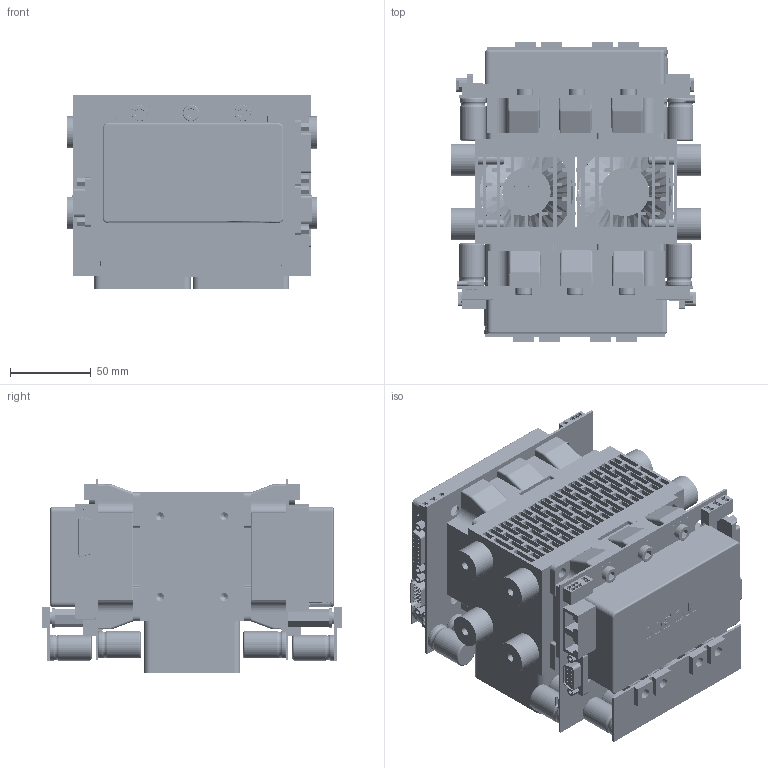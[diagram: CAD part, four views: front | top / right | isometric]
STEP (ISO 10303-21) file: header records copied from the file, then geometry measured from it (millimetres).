
FILE_DESCRIPTION(('FreeCAD Model'),'2;1');
FILE_NAME('MC300_LA29_Vent.step','2020-01-04T14:25:59',('Author'),(''), 'Open CASCADE STEP processor 7.3','FreeCAD','Unknown');
FILE_SCHEMA(('AUTOMOTIVE_DESIGN { 1 0 10303 214 1 1 1 1 }'));
Products named in the file (13): MC300_CAP_Assembly_002; SchwinggummiM6_004; MC300_CAP_Assembly_001; SchwinggummiM6_001; SchwinggummiM6_002; SchwinggummiM6_003; LA29_Assembly_001; Luefter60mm_002; Luefter60mm_001; SchwinggummiM6_006; SchwinggummiM6_007; SchwinggummiM6_008; SchwinggummiM6_005
Bounding box: 155 x 186.74 x 120.05 mm (x, y, z)
Volume: 512151.5 mm3; surface area: 710950.5 mm2
Topology: 19 solids, 121 shells, 3857 faces, 9598 edges, 6176 vertices
Faces by surface type: plane 1914, cylinder 1175, torus 272, bspline 240, extrusion 232, cone 24
Full cylindrical faces by diameter (mm): 1 x66, 2.5 x12, 2.8 x8, 4.3 x16, 5 x40, 6 x111, 6.1 x8, 6.2 x8, 6.3 x8, 6.6 x8, 7 x8, 7.5 x16, 7.7 x8, 8 x8, 10 x6, 12 x8, 16.1 x72, 20 x8, 30 x2, 58 x2
Entity records: 332467 total; most frequent: CARTESIAN_POINT 116943, DIRECTION 33472, VECTOR 20264, LINE 20032, ORIENTED_EDGE 19060, PCURVE 19060, DEFINITIONAL_REPRESENTATION 19060, EDGE_CURVE 9574
